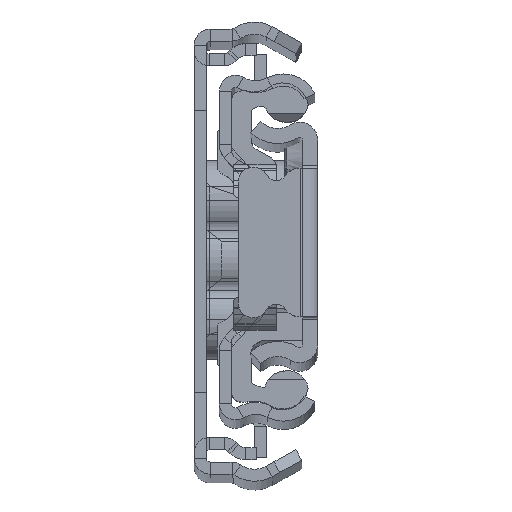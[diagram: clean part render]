
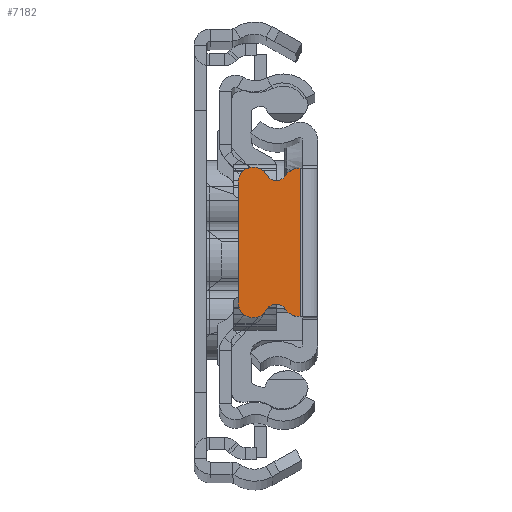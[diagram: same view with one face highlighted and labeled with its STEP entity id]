
A CAD part, top view. The second image highlights one B-rep face of the part: STEP entity #7182.
In plain terms, the highlighted planar face has unit normal (0, 0, 1).
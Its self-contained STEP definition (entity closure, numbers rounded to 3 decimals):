
#22 = CARTESIAN_POINT ( 'NONE',  ( -4.142, 7.236, 0. ) ) ;
#602 = DIRECTION ( 'NONE',  ( 1., 0., 0. ) ) ;
#1192 = CARTESIAN_POINT ( 'NONE',  ( -1.929, 7.37, 0. ) ) ;
#1317 = PLANE ( 'NONE',  #12983 ) ;
#1544 = ORIENTED_EDGE ( 'NONE', *, *, #5760, .T. ) ;
#2171 = DIRECTION ( 'NONE',  ( 0., 0., -1. ) ) ;
#2246 = ORIENTED_EDGE ( 'NONE', *, *, #2961, .T. ) ;
#2252 = VERTEX_POINT ( 'NONE', #16211 ) ;
#2408 = CIRCLE ( 'NONE', #19114, 1.1 ) ;
#2773 = DIRECTION ( 'NONE',  ( 1., 0., 0. ) ) ;
#2860 = CARTESIAN_POINT ( 'NONE',  ( -7.929, 6., 0. ) ) ;
#2887 = AXIS2_PLACEMENT_3D ( 'NONE', #6345, #18421, #18685 ) ;
#2961 = EDGE_CURVE ( 'NONE', #22808, #2252, #22020, .T. ) ;
#3462 = EDGE_CURVE ( 'NONE', #23740, #10111, #17603, .T. ) ;
#4026 = AXIS2_PLACEMENT_3D ( 'NONE', #13548, #23889, #19729 ) ;
#4225 = CARTESIAN_POINT ( 'NONE',  ( -3.206, 6.658, 0. ) ) ;
#4765 = ORIENTED_EDGE ( 'NONE', *, *, #11980, .F. ) ;
#4945 = CARTESIAN_POINT ( 'NONE',  ( -1.75, -7.37, 0. ) ) ;
#5056 = ORIENTED_EDGE ( 'NONE', *, *, #23009, .T. ) ;
#5269 = CARTESIAN_POINT ( 'NONE',  ( -1.929, -7.37, 0. ) ) ;
#5346 = CARTESIAN_POINT ( 'NONE',  ( -3.206, -6.658, 0. ) ) ;
#5548 = VECTOR ( 'NONE', #23217, 1000. ) ;
#5760 = EDGE_CURVE ( 'NONE', #22492, #22808, #25314, .T. ) ;
#5817 = CARTESIAN_POINT ( 'NONE',  ( -1.75, 7.37, 0. ) ) ;
#6345 = CARTESIAN_POINT ( 'NONE',  ( -1.929, 5.87, 0. ) ) ;
#6354 = ORIENTED_EDGE ( 'NONE', *, *, #15011, .T. ) ;
#7179 = CARTESIAN_POINT ( 'NONE',  ( -6.429, -6., 0. ) ) ;
#7182 = ADVANCED_FACE ( 'NONE', ( #17548 ), #1317, .T. ) ;
#7394 = AXIS2_PLACEMENT_3D ( 'NONE', #8822, #16886, #19173 ) ;
#7665 = DIRECTION ( 'NONE',  ( -1., 0., 0. ) ) ;
#8173 = EDGE_CURVE ( 'NONE', #16502, #22492, #16372, .T. ) ;
#8281 = VERTEX_POINT ( 'NONE', #1192 ) ;
#8382 = CARTESIAN_POINT ( 'NONE',  ( -1.75, 0., 0. ) ) ;
#8657 = CIRCLE ( 'NONE', #24961, 1.5 ) ;
#8822 = CARTESIAN_POINT ( 'NONE',  ( -6.429, 6., 0. ) ) ;
#9041 = DIRECTION ( 'NONE',  ( 0., 0., 1. ) ) ;
#9048 = DIRECTION ( 'NONE',  ( 0., -1., 0. ) ) ;
#9185 = EDGE_CURVE ( 'NONE', #8281, #26421, #11440, .T. ) ;
#9265 = ORIENTED_EDGE ( 'NONE', *, *, #8173, .T. ) ;
#9689 = CARTESIAN_POINT ( 'NONE',  ( -5.109, 6.713, 0. ) ) ;
#9749 = EDGE_LOOP ( 'NONE', ( #12129, #4765, #22337, #18954, #9265, #1544, #2246, #5056, #6354, #23711 ) ) ;
#9991 = EDGE_CURVE ( 'NONE', #15700, #23740, #12533, .T. ) ;
#10111 = VERTEX_POINT ( 'NONE', #21530 ) ;
#10698 = CARTESIAN_POINT ( 'NONE',  ( -1.929, -5.87, 0. ) ) ;
#11440 = CIRCLE ( 'NONE', #2887, 1.5 ) ;
#11588 = DIRECTION ( 'NONE',  ( 1., 0., 0. ) ) ;
#11980 = EDGE_CURVE ( 'NONE', #8281, #15700, #15021, .T. ) ;
#12129 = ORIENTED_EDGE ( 'NONE', *, *, #9991, .F. ) ;
#12533 = LINE ( 'NONE', #8382, #25220 ) ;
#12960 = VECTOR ( 'NONE', #7665, 1000. ) ;
#12983 = AXIS2_PLACEMENT_3D ( 'NONE', #15522, #19818, #15653 ) ;
#13548 = CARTESIAN_POINT ( 'NONE',  ( -4.142, -7.236, 0. ) ) ;
#13629 = VERTEX_POINT ( 'NONE', #5346 ) ;
#13856 = AXIS2_PLACEMENT_3D ( 'NONE', #7179, #9041, #602 ) ;
#14967 = CARTESIAN_POINT ( 'NONE',  ( -7.929, -6., 0. ) ) ;
#15011 = EDGE_CURVE ( 'NONE', #13629, #10111, #8657, .T. ) ;
#15021 = LINE ( 'NONE', #23480, #5548 ) ;
#15522 = CARTESIAN_POINT ( 'NONE',  ( 494.071, 0., 0. ) ) ;
#15653 = DIRECTION ( 'NONE',  ( 1., 0., 0. ) ) ;
#15700 = VERTEX_POINT ( 'NONE', #5817 ) ;
#16211 = CARTESIAN_POINT ( 'NONE',  ( -5.109, -6.713, 0. ) ) ;
#16372 = CIRCLE ( 'NONE', #7394, 1.5 ) ;
#16502 = VERTEX_POINT ( 'NONE', #9689 ) ;
#16886 = DIRECTION ( 'NONE',  ( 0., 0., 1. ) ) ;
#17548 = FACE_OUTER_BOUND ( 'NONE', #9749, .T. ) ;
#17603 = LINE ( 'NONE', #5269, #12960 ) ;
#18421 = DIRECTION ( 'NONE',  ( 0., 0., 1. ) ) ;
#18685 = DIRECTION ( 'NONE',  ( -1., 0., 0. ) ) ;
#18954 = ORIENTED_EDGE ( 'NONE', *, *, #19249, .T. ) ;
#19114 = AXIS2_PLACEMENT_3D ( 'NONE', #22, #2171, #11588 ) ;
#19173 = DIRECTION ( 'NONE',  ( -1., 0., 0. ) ) ;
#19249 = EDGE_CURVE ( 'NONE', #26421, #16502, #2408, .T. ) ;
#19729 = DIRECTION ( 'NONE',  ( -1., 0., 0. ) ) ;
#19818 = DIRECTION ( 'NONE',  ( 0., 0., 1. ) ) ;
#20741 = CIRCLE ( 'NONE', #4026, 1.1 ) ;
#21530 = CARTESIAN_POINT ( 'NONE',  ( -1.929, -7.37, 0. ) ) ;
#22020 = CIRCLE ( 'NONE', #13856, 1.5 ) ;
#22337 = ORIENTED_EDGE ( 'NONE', *, *, #9185, .T. ) ;
#22492 = VERTEX_POINT ( 'NONE', #2860 ) ;
#22808 = VERTEX_POINT ( 'NONE', #24991 ) ;
#23009 = EDGE_CURVE ( 'NONE', #2252, #13629, #20741, .T. ) ;
#23211 = VECTOR ( 'NONE', #9048, 1000. ) ;
#23217 = DIRECTION ( 'NONE',  ( 1., 0., 0. ) ) ;
#23480 = CARTESIAN_POINT ( 'NONE',  ( -1.929, 7.37, 0. ) ) ;
#23711 = ORIENTED_EDGE ( 'NONE', *, *, #3462, .F. ) ;
#23740 = VERTEX_POINT ( 'NONE', #4945 ) ;
#23889 = DIRECTION ( 'NONE',  ( 0., 0., -1. ) ) ;
#24768 = DIRECTION ( 'NONE',  ( 0., -1., 0. ) ) ;
#24961 = AXIS2_PLACEMENT_3D ( 'NONE', #10698, #25470, #2773 ) ;
#24991 = CARTESIAN_POINT ( 'NONE',  ( -7.929, -6., 0. ) ) ;
#25220 = VECTOR ( 'NONE', #24768, 1000. ) ;
#25314 = LINE ( 'NONE', #14967, #23211 ) ;
#25470 = DIRECTION ( 'NONE',  ( 0., 0., 1. ) ) ;
#26421 = VERTEX_POINT ( 'NONE', #4225 ) ;
